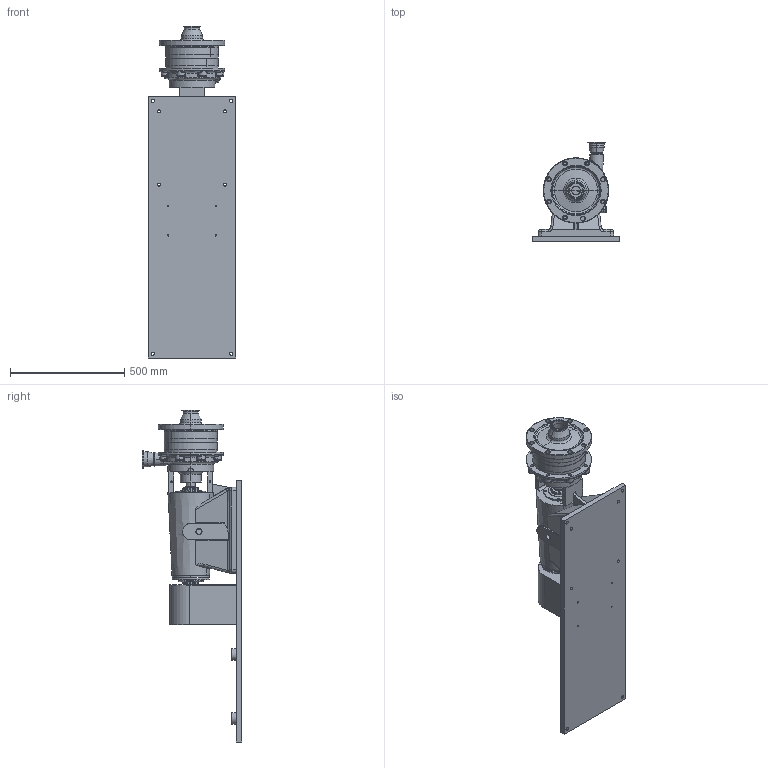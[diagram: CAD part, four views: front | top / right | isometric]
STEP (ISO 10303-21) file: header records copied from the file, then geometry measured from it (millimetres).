
FILE_DESCRIPTION (( 'STEP AP214' ), '1' );
FILE_NAME ('FM332 2.5 X 2.5 CLAMP 286TS MOUNTING HOLES.STEP', '2023-10-11T19:15:28', ( '' ), ( '' ), 'SwSTEP 2.0', 'SolidWorks 2023', '' );
FILE_SCHEMA (( 'AUTOMOTIVE_DESIGN' ));
Length unit declared in the file: millimetre
Products named in the file (4): FM332 2.5 X 2.5 CLAMP 286TS MOUNTING HOLES; 1235000035; 1275000304; 1713001009
Assembly tree (3 placements, depth 2):
  FM332 2.5 X 2.5 CLAMP 286TS MOUNTING HOLES
    1713001009
    1235000035
    1275000304
Bounding box: 381 x 433.23 x 1451.3 mm (x, y, z)
Volume: 10119634.5 mm3; surface area: 2624968.7 mm2
Topology: 2 solids, 19 shells, 799 faces, 2102 edges, 1308 vertices
Faces by surface type: cylinder 323, plane 169, cone 114, torus 113, bspline 77, sphere 3
Entity records: 32169 total; most frequent: CARTESIAN_POINT 12490, DIRECTION 4313, ORIENTED_EDGE 3917, EDGE_CURVE 2078, AXIS2_PLACEMENT_3D 1787, VERTEX_POINT 1308, CIRCLE 1058, EDGE_LOOP 940
